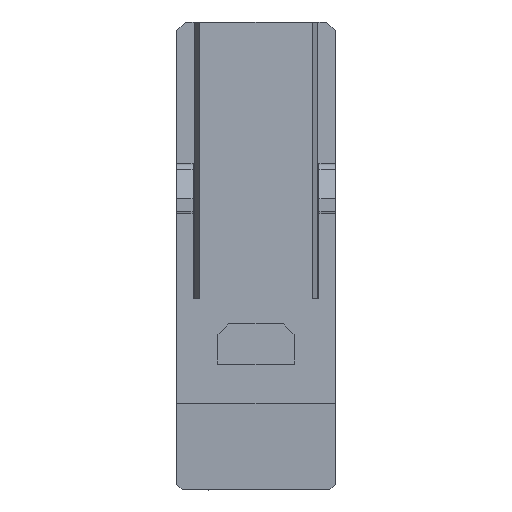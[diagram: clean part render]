
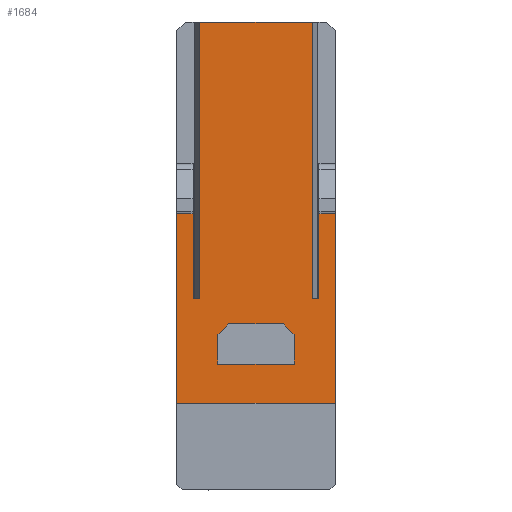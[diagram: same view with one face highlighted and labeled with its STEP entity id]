
A CAD part, left-side view. The second image highlights one B-rep face of the part: STEP entity #1684.
In plain terms, the highlighted planar face has unit normal (-1, 0, 0).
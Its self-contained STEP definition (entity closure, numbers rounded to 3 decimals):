
#1684=ADVANCED_FACE('',(#1989,#1990),#1873,.F.);
#1873=PLANE('',#7513);
#1989=FACE_BOUND('',#2193,.T.);
#1990=FACE_BOUND('',#2194,.T.);
#2193=EDGE_LOOP('',(#3056,#3057,#3058,#3059,#3060,#3061));
#2194=EDGE_LOOP('',(#3062,#3063,#3064,#3065,#3066,#3067,#3068,#3069,#3070,
#3071,#3072,#3073));
#3056=ORIENTED_EDGE('',*,*,#4367,.F.);
#3057=ORIENTED_EDGE('',*,*,#4371,.F.);
#3058=ORIENTED_EDGE('',*,*,#4374,.F.);
#3059=ORIENTED_EDGE('',*,*,#4377,.F.);
#3060=ORIENTED_EDGE('',*,*,#4380,.F.);
#3061=ORIENTED_EDGE('',*,*,#4382,.F.);
#3062=ORIENTED_EDGE('',*,*,#4565,.F.);
#3063=ORIENTED_EDGE('',*,*,#4568,.F.);
#3064=ORIENTED_EDGE('',*,*,#4573,.F.);
#3065=ORIENTED_EDGE('',*,*,#4574,.F.);
#3066=ORIENTED_EDGE('',*,*,#4282,.F.);
#3067=ORIENTED_EDGE('',*,*,#4579,.F.);
#3068=ORIENTED_EDGE('',*,*,#4603,.F.);
#3069=ORIENTED_EDGE('',*,*,#4586,.F.);
#3070=ORIENTED_EDGE('',*,*,#4589,.F.);
#3071=ORIENTED_EDGE('',*,*,#4658,.T.);
#3072=ORIENTED_EDGE('',*,*,#4659,.T.);
#3073=ORIENTED_EDGE('',*,*,#4633,.F.);
#3758=VERTEX_POINT('',#9388);
#3759=VERTEX_POINT('',#9390);
#3835=VERTEX_POINT('',#9644);
#3836=VERTEX_POINT('',#9646);
#3838=VERTEX_POINT('',#9652);
#3840=VERTEX_POINT('',#9658);
#3842=VERTEX_POINT('',#9664);
#3844=VERTEX_POINT('',#9670);
#3972=VERTEX_POINT('',#10068);
#3973=VERTEX_POINT('',#10070);
#3975=VERTEX_POINT('',#10075);
#3976=VERTEX_POINT('',#10094);
#3979=VERTEX_POINT('',#10106);
#3986=VERTEX_POINT('',#10121);
#3987=VERTEX_POINT('',#10123);
#3988=VERTEX_POINT('',#10127);
#4011=VERTEX_POINT('',#10239);
#4034=VERTEX_POINT('',#10288);
#4282=EDGE_CURVE('',#3758,#3759,#5655,.T.);
#4367=EDGE_CURVE('',#3835,#3836,#5709,.T.);
#4371=EDGE_CURVE('',#3838,#3835,#5713,.T.);
#4374=EDGE_CURVE('',#3840,#3838,#5716,.T.);
#4377=EDGE_CURVE('',#3842,#3840,#5719,.T.);
#4380=EDGE_CURVE('',#3844,#3842,#5722,.T.);
#4382=EDGE_CURVE('',#3836,#3844,#5724,.T.);
#4565=EDGE_CURVE('',#3972,#3973,#5848,.T.);
#4568=EDGE_CURVE('',#3975,#3972,#5850,.T.);
#4573=EDGE_CURVE('',#3976,#3975,#5854,.T.);
#4574=EDGE_CURVE('',#3759,#3976,#5855,.T.);
#4579=EDGE_CURVE('',#3979,#3758,#5860,.T.);
#4586=EDGE_CURVE('',#3986,#3987,#5865,.T.);
#4589=EDGE_CURVE('',#3988,#3986,#5867,.T.);
#4603=EDGE_CURVE('',#3987,#3979,#5879,.T.);
#4633=EDGE_CURVE('',#3973,#4011,#5906,.T.);
#4658=EDGE_CURVE('',#3988,#4034,#5925,.T.);
#4659=EDGE_CURVE('',#4034,#4011,#5926,.T.);
#5655=LINE('',#9389,#6275);
#5709=LINE('',#9645,#6329);
#5713=LINE('',#9653,#6333);
#5716=LINE('',#9659,#6336);
#5719=LINE('',#9665,#6339);
#5722=LINE('',#9671,#6342);
#5724=LINE('',#9675,#6344);
#5848=LINE('',#10069,#6468);
#5850=LINE('',#10076,#6470);
#5854=LINE('',#10095,#6474);
#5855=LINE('',#10097,#6475);
#5860=LINE('',#10107,#6480);
#5865=LINE('',#10122,#6485);
#5867=LINE('',#10129,#6487);
#5879=LINE('',#10168,#6499);
#5906=LINE('',#10238,#6526);
#5925=LINE('',#10287,#6545);
#5926=LINE('',#10289,#6546);
#6275=VECTOR('',#7783,1.);
#6329=VECTOR('',#7871,1.);
#6333=VECTOR('',#7877,1.);
#6336=VECTOR('',#7882,1.);
#6339=VECTOR('',#7887,1.);
#6342=VECTOR('',#7892,1.);
#6344=VECTOR('',#7898,1.);
#6468=VECTOR('',#8278,1.);
#6470=VECTOR('',#8284,1.);
#6474=VECTOR('',#8290,1.);
#6475=VECTOR('',#8293,1.);
#6480=VECTOR('',#8302,1.);
#6485=VECTOR('',#8313,1.);
#6487=VECTOR('',#8319,1.);
#6499=VECTOR('',#8345,1.);
#6526=VECTOR('',#8402,1.);
#6545=VECTOR('',#8435,1.);
#6546=VECTOR('',#8436,1.);
#7513=AXIS2_PLACEMENT_3D('',#10290,#8437,#8438);
#7783=DIRECTION('',(0.,-1.,0.));
#7871=DIRECTION('',(0.,0.707,-0.707));
#7877=DIRECTION('',(0.,1.,0.));
#7882=DIRECTION('',(0.,0.707,0.707));
#7887=DIRECTION('',(0.,0.,1.));
#7892=DIRECTION('',(0.,-1.,0.));
#7898=DIRECTION('',(0.,0.,-1.));
#8278=DIRECTION('',(0.,-1.,0.));
#8284=DIRECTION('',(0.,0.,1.));
#8290=DIRECTION('',(0.,-1.,0.));
#8293=DIRECTION('',(0.,0.,-1.));
#8302=DIRECTION('',(0.,0.,1.));
#8313=DIRECTION('',(0.,0.,-1.));
#8319=DIRECTION('',(0.,-1.,0.));
#8345=DIRECTION('',(0.,-1.,0.));
#8402=DIRECTION('',(0.,0.,-1.));
#8435=DIRECTION('',(0.,0.,-1.));
#8436=DIRECTION('',(0.,-1.,0.));
#8437=DIRECTION('',(1.,0.,0.));
#8438=DIRECTION('',(0.,-1.,0.));
#9388=CARTESIAN_POINT('',(-15.15,5.2,27.8));
#9389=CARTESIAN_POINT('',(-15.15,5.2,27.8));
#9390=CARTESIAN_POINT('',(-15.15,-5.2,27.8));
#9644=CARTESIAN_POINT('',(-15.15,2.5,0.));
#9645=CARTESIAN_POINT('',(-15.15,2.5,0.));
#9646=CARTESIAN_POINT('',(-15.15,3.5,-1.));
#9652=CARTESIAN_POINT('',(-15.15,-2.5,0.));
#9653=CARTESIAN_POINT('',(-15.15,-2.5,0.));
#9658=CARTESIAN_POINT('',(-15.15,-3.5,-1.));
#9659=CARTESIAN_POINT('',(-15.15,-3.5,-1.));
#9664=CARTESIAN_POINT('',(-15.15,-3.5,-3.7));
#9665=CARTESIAN_POINT('',(-15.15,-3.5,-3.7));
#9670=CARTESIAN_POINT('',(-15.15,3.5,-3.7));
#9671=CARTESIAN_POINT('',(-15.15,3.5,-3.7));
#9675=CARTESIAN_POINT('',(-15.15,3.5,-1.));
#10068=CARTESIAN_POINT('',(-15.15,-5.8,10.15));
#10069=CARTESIAN_POINT('',(-15.15,-5.8,10.15));
#10070=CARTESIAN_POINT('',(-15.15,-7.3,10.15));
#10075=CARTESIAN_POINT('',(-15.15,-5.8,2.3));
#10076=CARTESIAN_POINT('',(-15.15,-5.8,2.3));
#10094=CARTESIAN_POINT('',(-15.15,-5.2,2.3));
#10095=CARTESIAN_POINT('',(-15.15,-5.2,2.3));
#10097=CARTESIAN_POINT('',(-15.15,-5.2,27.8));
#10106=CARTESIAN_POINT('',(-15.15,5.2,2.3));
#10107=CARTESIAN_POINT('',(-15.15,5.2,2.3));
#10121=CARTESIAN_POINT('',(-15.15,5.8,10.15));
#10122=CARTESIAN_POINT('',(-15.15,5.8,10.15));
#10123=CARTESIAN_POINT('',(-15.15,5.8,2.3));
#10127=CARTESIAN_POINT('',(-15.15,7.3,10.15));
#10129=CARTESIAN_POINT('',(-15.15,7.3,10.15));
#10168=CARTESIAN_POINT('',(-15.15,5.8,2.3));
#10238=CARTESIAN_POINT('',(-15.15,-7.3,10.15));
#10239=CARTESIAN_POINT('',(-15.15,-7.3,-7.3));
#10287=CARTESIAN_POINT('',(-15.15,7.3,-5.3));
#10288=CARTESIAN_POINT('',(-15.15,7.3,-7.3));
#10289=CARTESIAN_POINT('',(-15.15,8.76,-7.3));
#10290=CARTESIAN_POINT('',(-15.15,7.4,27.9));
